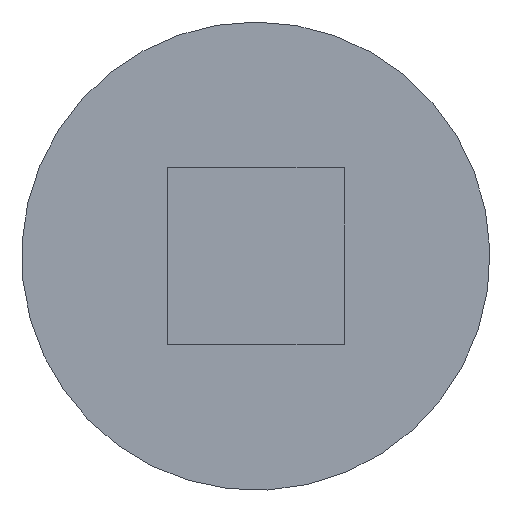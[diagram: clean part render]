
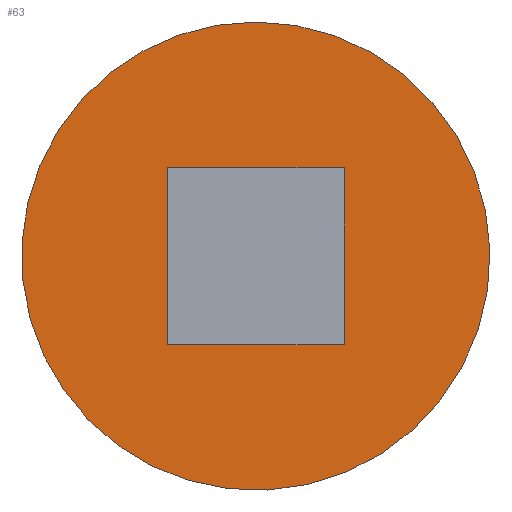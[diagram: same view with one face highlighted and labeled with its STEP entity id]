
A CAD part, top view. The second image highlights one B-rep face of the part: STEP entity #63.
In plain terms, the highlighted planar face has unit normal (0, 0, 1).
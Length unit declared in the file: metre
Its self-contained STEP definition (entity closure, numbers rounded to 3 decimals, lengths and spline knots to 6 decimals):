
#63 = ADVANCED_FACE( 'NONE', ( #124, #125 ), #126, .T. );
#124 = FACE_OUTER_BOUND( '', #627, .T. );
#125 = FACE_BOUND( '', #628, .T. );
#126 = PLANE( '', #629 );
#627 = EDGE_LOOP( '', ( #842 ) );
#628 = EDGE_LOOP( '', ( #843, #844, #845, #846 ) );
#629 = AXIS2_PLACEMENT_3D( '', #847, #848, #849 );
#842 = ORIENTED_EDGE( '', *, *, #906, .F. );
#843 = ORIENTED_EDGE( '', *, *, #961, .F. );
#844 = ORIENTED_EDGE( '', *, *, #951, .F. );
#845 = ORIENTED_EDGE( '', *, *, #901, .F. );
#846 = ORIENTED_EDGE( '', *, *, #954, .F. );
#847 = CARTESIAN_POINT( '', ( 0., 0., 0.003759 ) );
#848 = DIRECTION( '', ( 0., 0., 1. ) );
#849 = DIRECTION( '', ( 1., 0., 0. ) );
#901 = EDGE_CURVE( 'NONE', #1036, #1037, #1038, .T. );
#906 = EDGE_CURVE( 'NONE', #1045, #1045, #1046, .T. );
#951 = EDGE_CURVE( 'NONE', #1037, #1125, #1126, .T. );
#954 = EDGE_CURVE( 'NONE', #1129, #1036, #1130, .T. );
#961 = EDGE_CURVE( 'NONE', #1125, #1129, #1138, .T. );
#1036 = VERTEX_POINT( 'NONE', #1680 );
#1037 = VERTEX_POINT( 'NONE', #1681 );
#1038 = LINE( '', #1682, #1683 );
#1045 = VERTEX_POINT( '', #1693 );
#1046 = CIRCLE( '', #1694, 0.005867 );
#1125 = VERTEX_POINT( 'NONE', #2262 );
#1126 = LINE( '', #2263, #2264 );
#1129 = VERTEX_POINT( 'NONE', #2268 );
#1130 = LINE( '', #2269, #2270 );
#1138 = LINE( '', #2279, #2280 );
#1680 = CARTESIAN_POINT( '', ( 0.002216, -0.002216, 0.003759 ) );
#1681 = CARTESIAN_POINT( '', ( 0.002216, 0.002216, 0.003759 ) );
#1682 = CARTESIAN_POINT( '', ( 0.002216, 0.002216, 0.003759 ) );
#1683 = VECTOR( '', #2289, 1. );
#1693 = CARTESIAN_POINT( '', ( 0., 0.005867, 0.003759 ) );
#1694 = AXIS2_PLACEMENT_3D( '', #2293, #2294, #2295 );
#2262 = CARTESIAN_POINT( '', ( -0.002216, 0.002216, 0.003759 ) );
#2263 = CARTESIAN_POINT( '', ( -0.002216, 0.002216, 0.003759 ) );
#2264 = VECTOR( '', #2308, 1. );
#2268 = CARTESIAN_POINT( '', ( -0.002216, -0.002216, 0.003759 ) );
#2269 = CARTESIAN_POINT( '', ( -0.002216, -0.002216, 0.003759 ) );
#2270 = VECTOR( '', #2310, 1. );
#2279 = CARTESIAN_POINT( '', ( -0.002216, 0.002216, 0.003759 ) );
#2280 = VECTOR( '', #2318, 1. );
#2289 = DIRECTION( '', ( 0., 1., 0. ) );
#2293 = CARTESIAN_POINT( '', ( 0., 0., 0.003759 ) );
#2294 = DIRECTION( '', ( 0., 0., -1. ) );
#2295 = DIRECTION( '', ( 0., 1., 0. ) );
#2308 = DIRECTION( '', ( -1., 0., 0. ) );
#2310 = DIRECTION( '', ( 1., 0., 0. ) );
#2318 = DIRECTION( '', ( 0., -1., 0. ) );
